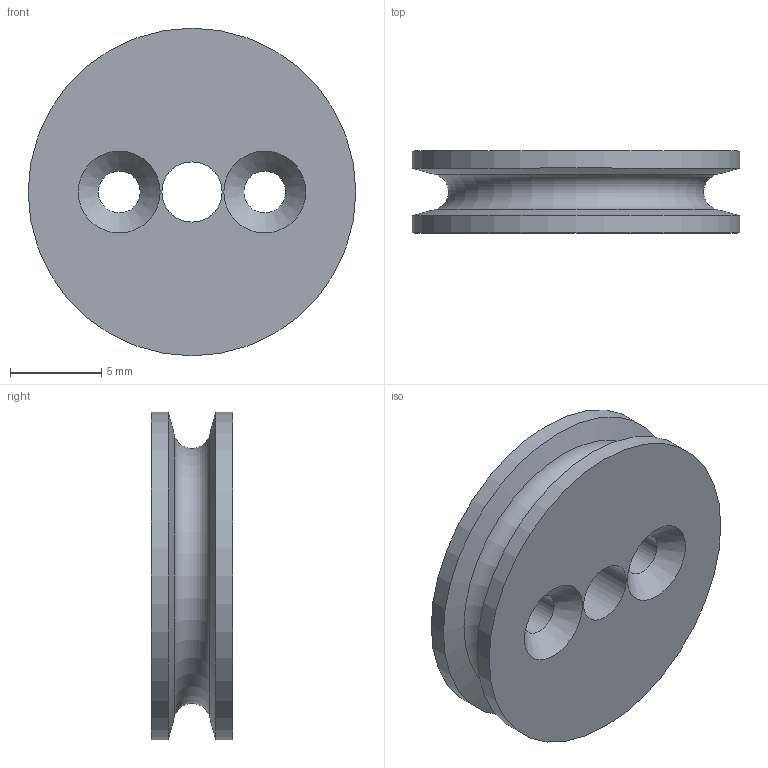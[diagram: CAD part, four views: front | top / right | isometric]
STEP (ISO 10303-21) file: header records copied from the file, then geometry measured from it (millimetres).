
FILE_DESCRIPTION(/* description */ (''),/* implementation_level */ '2;1');
FILE_NAME(/* name */ '【保密】A02-01-0029-A皮带轮-20240807-梁家俊.stp',/* time_stamp */ '2024-08-07T11:24:21+08:00',/* author */ ('13326471722'),/* organization */ (''),/* preprocessor_version */ 'ST-DEVELOPER v18.1',/* originating_system */ 'Autodesk Inventor 2021',/* authorisation */ '');
FILE_SCHEMA (('AUTOMOTIVE_DESIGN { 1 0 10303 214 3 1 1 }'));
Length unit declared in the file: millimetre
Products named in the file (1): 【保密】A02-01-0029皮带轮-
20230321-林朝辉
Bounding box: 18 x 4.5 x 18 mm (x, y, z)
Volume: 857.5 mm3; surface area: 944.4 mm2
Topology: 1 solids, 1 shells, 12 faces, 28 edges, 18 vertices
Faces by surface type: cylinder 5, cone 4, plane 2, torus 1
Full cylindrical faces by diameter (mm): 2.3 x2, 3.3 x1, 18 x2
Entity records: 417 total; most frequent: DIRECTION 73, CARTESIAN_POINT 59, ORIENTED_EDGE 56, AXIS2_PLACEMENT_3D 32, EDGE_CURVE 28, CIRCLE 19, EDGE_LOOP 18, VERTEX_POINT 18
